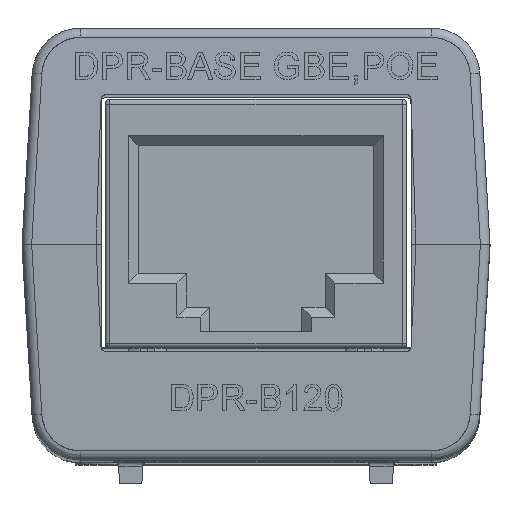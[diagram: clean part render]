
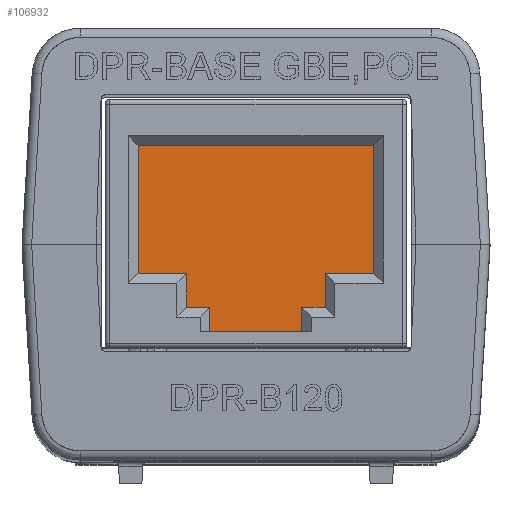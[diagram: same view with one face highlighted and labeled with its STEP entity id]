
A CAD part, top view. The second image highlights one B-rep face of the part: STEP entity #106932.
In plain terms, the highlighted planar face has unit normal (0, 0, 1).
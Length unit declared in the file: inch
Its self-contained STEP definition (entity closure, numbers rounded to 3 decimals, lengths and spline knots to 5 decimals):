
#4576 = CARTESIAN_POINT ( 'NONE',  ( -0.09557, -0.22387, 0.27791 ) ) ;
#5087 = FACE_OUTER_BOUND ( 'NONE', #10230, .T. ) ;
#5851 = DIRECTION ( 'NONE',  ( 0., -1., 0. ) ) ;
#8276 = CARTESIAN_POINT ( 'NONE',  ( -0.09557, -0.17387, 0.27791 ) ) ;
#9008 = LINE ( 'NONE', #148294, #143710 ) ;
#9464 = VECTOR ( 'NONE', #173289, 39.37008 ) ;
#10230 = EDGE_LOOP ( 'NONE', ( #29592, #90256, #138204, #84374, #23321, #153399, #76651, #49460, #170149, #16296, #43650, #33481 ) ) ;
#15418 = VECTOR ( 'NONE', #50208, 39.37008 ) ;
#16115 = EDGE_CURVE ( 'NONE', #181987, #145332, #181254, .T. ) ;
#16296 = ORIENTED_EDGE ( 'NONE', *, *, #30042, .T. ) ;
#19658 = DIRECTION ( 'NONE',  ( 1., 0., 0. ) ) ;
#19826 = CARTESIAN_POINT ( 'NONE',  ( 0.09493, -0.17387, 0.27791 ) ) ;
#23321 = ORIENTED_EDGE ( 'NONE', *, *, #56771, .T. ) ;
#23534 = EDGE_CURVE ( 'NONE', #104723, #84640, #78659, .T. ) ;
#25793 = VECTOR ( 'NONE', #19658, 39.37008 ) ;
#26410 = CARTESIAN_POINT ( 'NONE',  ( 0.14343, -0.17387, 0.27791 ) ) ;
#28238 = LINE ( 'NONE', #133768, #183130 ) ;
#29049 = CARTESIAN_POINT ( 'NONE',  ( 0.24393, -0.10337, 0.27791 ) ) ;
#29346 = CARTESIAN_POINT ( 'NONE',  ( -0.14407, -0.10337, 0.27791 ) ) ;
#29592 = ORIENTED_EDGE ( 'NONE', *, *, #130553, .T. ) ;
#30042 = EDGE_CURVE ( 'NONE', #50310, #154850, #74963, .T. ) ;
#30584 = LINE ( 'NONE', #160869, #136209 ) ;
#32889 = DIRECTION ( 'NONE',  ( 0., 0., 1. ) ) ;
#33481 = ORIENTED_EDGE ( 'NONE', *, *, #76354, .T. ) ;
#36349 = CARTESIAN_POINT ( 'NONE',  ( -0.14407, -0.10337, 0.27791 ) ) ;
#39763 = VECTOR ( 'NONE', #87169, 39.37008 ) ;
#43650 = ORIENTED_EDGE ( 'NONE', *, *, #83545, .T. ) ;
#46161 = DIRECTION ( 'NONE',  ( 1., 0., 0. ) ) ;
#48253 = CARTESIAN_POINT ( 'NONE',  ( -0.14407, -0.17387, 0.27791 ) ) ;
#48495 = LINE ( 'NONE', #144739, #94223 ) ;
#49460 = ORIENTED_EDGE ( 'NONE', *, *, #141188, .T. ) ;
#50208 = DIRECTION ( 'NONE',  ( -1., 0., 0. ) ) ;
#50310 = VERTEX_POINT ( 'NONE', #8276 ) ;
#56771 = EDGE_CURVE ( 'NONE', #121562, #104723, #136592, .T. ) ;
#58529 = VERTEX_POINT ( 'NONE', #104389 ) ;
#59662 = DIRECTION ( 'NONE',  ( 1., 0., 0. ) ) ;
#69532 = EDGE_CURVE ( 'NONE', #145332, #116815, #28238, .T. ) ;
#72025 = CARTESIAN_POINT ( 'NONE',  ( 0.14343, -0.17387, 0.27791 ) ) ;
#72737 = VERTEX_POINT ( 'NONE', #48253 ) ;
#73259 = EDGE_CURVE ( 'NONE', #84640, #114813, #9008, .T. ) ;
#74324 = DIRECTION ( 'NONE',  ( 1., 0., 0. ) ) ;
#74963 = LINE ( 'NONE', #176504, #113209 ) ;
#75852 = CARTESIAN_POINT ( 'NONE',  ( -0.24457, 0.16213, 0.27791 ) ) ;
#76354 = EDGE_CURVE ( 'NONE', #58529, #107789, #48495, .T. ) ;
#76651 = ORIENTED_EDGE ( 'NONE', *, *, #73259, .T. ) ;
#77171 = VECTOR ( 'NONE', #143678, 39.37008 ) ;
#78659 = LINE ( 'NONE', #75852, #119055 ) ;
#83545 = EDGE_CURVE ( 'NONE', #154850, #58529, #84201, .T. ) ;
#83708 = LINE ( 'NONE', #29049, #9464 ) ;
#84201 = LINE ( 'NONE', #91378, #25793 ) ;
#84374 = ORIENTED_EDGE ( 'NONE', *, *, #153362, .T. ) ;
#84640 = VERTEX_POINT ( 'NONE', #101793 ) ;
#87169 = DIRECTION ( 'NONE',  ( 0., 1., 0. ) ) ;
#90256 = ORIENTED_EDGE ( 'NONE', *, *, #16115, .T. ) ;
#91378 = CARTESIAN_POINT ( 'NONE',  ( -0.09557, -0.22387, 0.27791 ) ) ;
#94223 = VECTOR ( 'NONE', #161603, 39.37008 ) ;
#101793 = CARTESIAN_POINT ( 'NONE',  ( -0.24457, -0.10337, 0.27791 ) ) ;
#104389 = CARTESIAN_POINT ( 'NONE',  ( 0.09493, -0.22387, 0.27791 ) ) ;
#104723 = VERTEX_POINT ( 'NONE', #123859 ) ;
#106932 = ADVANCED_FACE ( 'NONE', ( #5087 ), #120235, .T. ) ;
#107425 = CARTESIAN_POINT ( 'NONE',  ( 0.14343, -0.10337, 0.27791 ) ) ;
#107789 = VERTEX_POINT ( 'NONE', #178330 ) ;
#108109 = CARTESIAN_POINT ( 'NONE',  ( 0.24393, 0.16213, 0.27791 ) ) ;
#108789 = AXIS2_PLACEMENT_3D ( 'NONE', #175364, #32889, #46161 ) ;
#113209 = VECTOR ( 'NONE', #5851, 39.37008 ) ;
#114813 = VERTEX_POINT ( 'NONE', #36349 ) ;
#116815 = VERTEX_POINT ( 'NONE', #168114 ) ;
#119055 = VECTOR ( 'NONE', #131723, 39.37008 ) ;
#120235 = PLANE ( 'NONE',  #108789 ) ;
#121562 = VERTEX_POINT ( 'NONE', #132034 ) ;
#123859 = CARTESIAN_POINT ( 'NONE',  ( -0.24457, 0.16213, 0.27791 ) ) ;
#125930 = VECTOR ( 'NONE', #138432, 39.37008 ) ;
#128854 = LINE ( 'NONE', #29346, #77171 ) ;
#130553 = EDGE_CURVE ( 'NONE', #107789, #181987, #141546, .T. ) ;
#131723 = DIRECTION ( 'NONE',  ( 0., -1., 0. ) ) ;
#132034 = CARTESIAN_POINT ( 'NONE',  ( 0.24393, 0.16213, 0.27791 ) ) ;
#133768 = CARTESIAN_POINT ( 'NONE',  ( 0.14343, -0.10337, 0.27791 ) ) ;
#136209 = VECTOR ( 'NONE', #74324, 39.37008 ) ;
#136592 = LINE ( 'NONE', #108109, #15418 ) ;
#138204 = ORIENTED_EDGE ( 'NONE', *, *, #69532, .T. ) ;
#138432 = DIRECTION ( 'NONE',  ( 1., 0., 0. ) ) ;
#141188 = EDGE_CURVE ( 'NONE', #114813, #72737, #128854, .T. ) ;
#141546 = LINE ( 'NONE', #19826, #125930 ) ;
#143678 = DIRECTION ( 'NONE',  ( 0., -1., 0. ) ) ;
#143710 = VECTOR ( 'NONE', #162703, 39.37008 ) ;
#144739 = CARTESIAN_POINT ( 'NONE',  ( 0.09493, -0.22387, 0.27791 ) ) ;
#145332 = VERTEX_POINT ( 'NONE', #107425 ) ;
#148294 = CARTESIAN_POINT ( 'NONE',  ( -0.24457, -0.10337, 0.27791 ) ) ;
#153362 = EDGE_CURVE ( 'NONE', #116815, #121562, #83708, .T. ) ;
#153399 = ORIENTED_EDGE ( 'NONE', *, *, #23534, .T. ) ;
#154850 = VERTEX_POINT ( 'NONE', #4576 ) ;
#160869 = CARTESIAN_POINT ( 'NONE',  ( -0.14407, -0.17387, 0.27791 ) ) ;
#161603 = DIRECTION ( 'NONE',  ( 0., 1., 0. ) ) ;
#162703 = DIRECTION ( 'NONE',  ( 1., 0., 0. ) ) ;
#168114 = CARTESIAN_POINT ( 'NONE',  ( 0.24393, -0.10337, 0.27791 ) ) ;
#170149 = ORIENTED_EDGE ( 'NONE', *, *, #180673, .T. ) ;
#173289 = DIRECTION ( 'NONE',  ( 0., 1., 0. ) ) ;
#175364 = CARTESIAN_POINT ( 'NONE',  ( 0.14343, -0.17387, 0.27791 ) ) ;
#176504 = CARTESIAN_POINT ( 'NONE',  ( -0.09557, -0.17387, 0.27791 ) ) ;
#178330 = CARTESIAN_POINT ( 'NONE',  ( 0.09493, -0.17387, 0.27791 ) ) ;
#180673 = EDGE_CURVE ( 'NONE', #72737, #50310, #30584, .T. ) ;
#181254 = LINE ( 'NONE', #72025, #39763 ) ;
#181987 = VERTEX_POINT ( 'NONE', #26410 ) ;
#183130 = VECTOR ( 'NONE', #59662, 39.37008 ) ;
